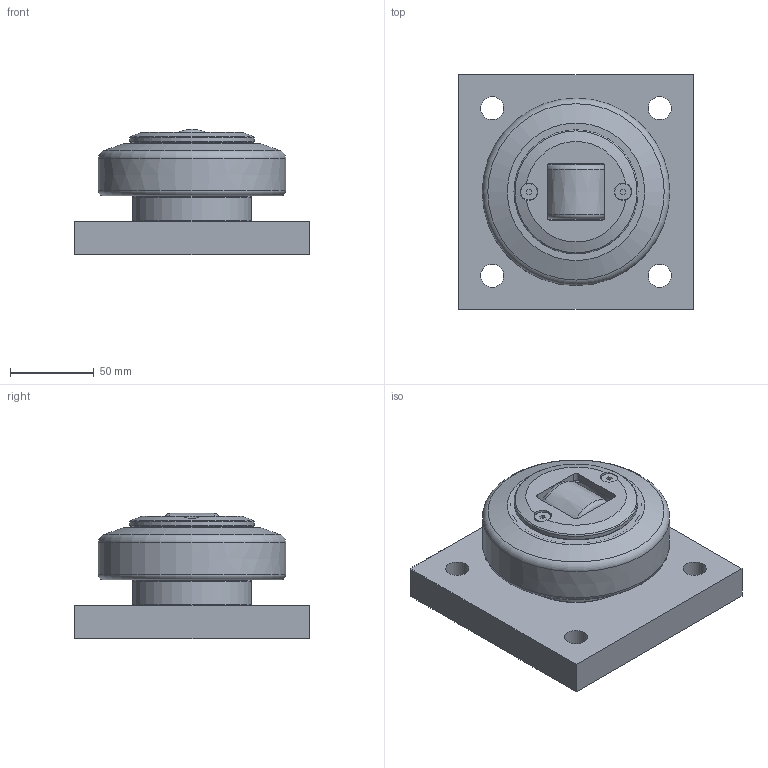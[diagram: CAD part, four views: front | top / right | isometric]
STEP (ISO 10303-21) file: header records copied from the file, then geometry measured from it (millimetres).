
FILE_DESCRIPTION(/* description */ ('-'),/* implementation_level */ '2;1');
FILE_NAME(/* name */ 'ALFATEC_PT110-0320BQ1000.stp',/* time_stamp */ '2021-01-27T13:28:42+01:00',/* author */ ('kstaebler'),/* organization */ (''),/* preprocessor_version */ 'ST-DEVELOPER v18.1',/* originating_system */ 'Autodesk Inventor 2020',/* authorisation */ '');
FILE_SCHEMA (('AUTOMOTIVE_DESIGN { 1 0 10303 214 3 1 1 }'));
Length unit declared in the file: millimetre
Products named in the file (1): PT 110.0320 BQ1000_Kontur
Bounding box: 140 x 140 x 75 mm (x, y, z)
Volume: 678181.6 mm3; surface area: 118570.3 mm2
Topology: 2 solids, 2 shells, 126 faces, 344 edges, 241 vertices
Faces by surface type: plane 52, cylinder 45, cone 18, torus 9, bspline 2
Full cylindrical faces by diameter (mm): 3 x2, 5 x2, 5.5 x2, 9.75 x2, 10.5 x2, 13.835 x4, 18 x1, 26 x1, 28 x2, 48 x1, 63 x1, 63.5 x1, 69.3 x1, 70.5 x1, 71 x1, 71.6 x2, 74 x1, 77 x2, 78 x1, 79 x2, 83.3 x1
Entity records: 4609 total; most frequent: CARTESIAN_POINT 1008, DIRECTION 756, ORIENTED_EDGE 688, EDGE_CURVE 344, AXIS2_PLACEMENT_3D 314, VERTEX_POINT 241, CIRCLE 189, EDGE_LOOP 165
